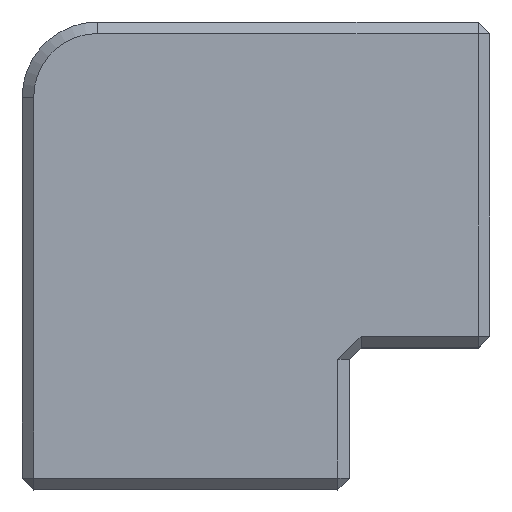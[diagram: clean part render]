
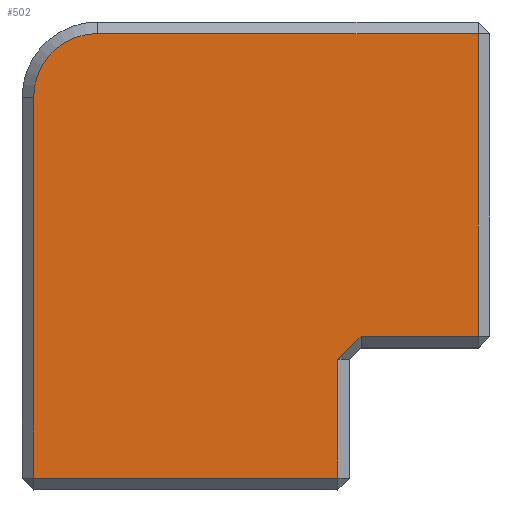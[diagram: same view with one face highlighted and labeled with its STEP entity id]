
A CAD part, top view. The second image highlights one B-rep face of the part: STEP entity #502.
In plain terms, the highlighted planar face has unit normal (0, 0, 1).
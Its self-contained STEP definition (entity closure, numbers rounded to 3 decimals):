
#273=AXIS2_PLACEMENT_3D('Circle Axis2P3D',#271,#272,$) ;
#459=AXIS2_PLACEMENT_3D('Plane Axis2P3D',#456,#457,#458) ;
#261=CARTESIAN_POINT('Vertex',(18.77,-19.345,12.5)) ;
#268=CARTESIAN_POINT('Vertex',(14.37,-23.745,12.5)) ;
#271=CARTESIAN_POINT('Axis2P3D Location',(18.77,-23.745,12.5)) ;
#301=CARTESIAN_POINT('Vertex',(45.083,-40.258,12.5)) ;
#386=CARTESIAN_POINT('Vertex',(36.981,-40.258,12.5)) ;
#389=CARTESIAN_POINT('Line Origine',(29.726,-40.258,12.5)) ;
#406=CARTESIAN_POINT('Line Origine',(36.181,-41.058,12.5)) ;
#410=CARTESIAN_POINT('Vertex',(35.381,-41.858,12.5)) ;
#456=CARTESIAN_POINT('Axis2P3D Location',(0.,0.,12.5)) ;
#461=CARTESIAN_POINT('Line Origine',(45.083,-29.801,12.5)) ;
#465=CARTESIAN_POINT('Vertex',(45.083,-19.345,12.5)) ;
#468=CARTESIAN_POINT('Line Origine',(31.926,-19.345,12.5)) ;
#473=CARTESIAN_POINT('Line Origine',(14.37,-36.902,12.5)) ;
#477=CARTESIAN_POINT('Vertex',(14.37,-50.058,12.5)) ;
#480=CARTESIAN_POINT('Line Origine',(24.876,-50.058,12.5)) ;
#484=CARTESIAN_POINT('Vertex',(35.381,-50.058,12.5)) ;
#487=CARTESIAN_POINT('Line Origine',(35.381,-45.958,12.5)) ;
#272=DIRECTION('Axis2P3D Direction',(0.,0.,1.)) ;
#390=DIRECTION('Vector Direction',(1.,0.,0.)) ;
#407=DIRECTION('Vector Direction',(0.707,0.707,0.)) ;
#457=DIRECTION('Axis2P3D Direction',(0.,0.,1.)) ;
#458=DIRECTION('Axis2P3D XDirection',(1.,0.,0.)) ;
#462=DIRECTION('Vector Direction',(0.,1.,0.)) ;
#469=DIRECTION('Vector Direction',(-1.,0.,0.)) ;
#474=DIRECTION('Vector Direction',(0.,-1.,0.)) ;
#481=DIRECTION('Vector Direction',(1.,0.,0.)) ;
#488=DIRECTION('Vector Direction',(0.,-1.,0.)) ;
#391=VECTOR('Line Direction',#390,1.) ;
#408=VECTOR('Line Direction',#407,1.) ;
#463=VECTOR('Line Direction',#462,1.) ;
#470=VECTOR('Line Direction',#469,1.) ;
#475=VECTOR('Line Direction',#474,1.) ;
#482=VECTOR('Line Direction',#481,1.) ;
#489=VECTOR('Line Direction',#488,1.) ;
#493=ORIENTED_EDGE('',*,*,#467,.T.) ;
#494=ORIENTED_EDGE('',*,*,#472,.T.) ;
#495=ORIENTED_EDGE('',*,*,#275,.T.) ;
#496=ORIENTED_EDGE('',*,*,#479,.T.) ;
#497=ORIENTED_EDGE('',*,*,#486,.T.) ;
#498=ORIENTED_EDGE('',*,*,#491,.F.) ;
#499=ORIENTED_EDGE('',*,*,#412,.T.) ;
#500=ORIENTED_EDGE('',*,*,#393,.T.) ;
#502=ADVANCED_FACE('Body.2',(#501),#460,.T.) ;
#274=CIRCLE('generated circle',#273,4.4) ;
#275=EDGE_CURVE('',#262,#269,#274,.T.) ;
#393=EDGE_CURVE('',#387,#302,#392,.T.) ;
#412=EDGE_CURVE('',#411,#387,#409,.T.) ;
#467=EDGE_CURVE('',#302,#466,#464,.T.) ;
#472=EDGE_CURVE('',#466,#262,#471,.T.) ;
#479=EDGE_CURVE('',#269,#478,#476,.T.) ;
#486=EDGE_CURVE('',#478,#485,#483,.T.) ;
#491=EDGE_CURVE('',#411,#485,#490,.T.) ;
#492=EDGE_LOOP('',(#493,#494,#495,#496,#497,#498,#499,#500)) ;
#501=FACE_OUTER_BOUND('',#492,.T.) ;
#392=LINE('Line',#389,#391) ;
#409=LINE('Line',#406,#408) ;
#464=LINE('Line',#461,#463) ;
#471=LINE('Line',#468,#470) ;
#476=LINE('Line',#473,#475) ;
#483=LINE('Line',#480,#482) ;
#490=LINE('Line',#487,#489) ;
#460=PLANE('',#459) ;
#262=VERTEX_POINT('',#261) ;
#269=VERTEX_POINT('',#268) ;
#302=VERTEX_POINT('',#301) ;
#387=VERTEX_POINT('',#386) ;
#411=VERTEX_POINT('',#410) ;
#466=VERTEX_POINT('',#465) ;
#478=VERTEX_POINT('',#477) ;
#485=VERTEX_POINT('',#484) ;
